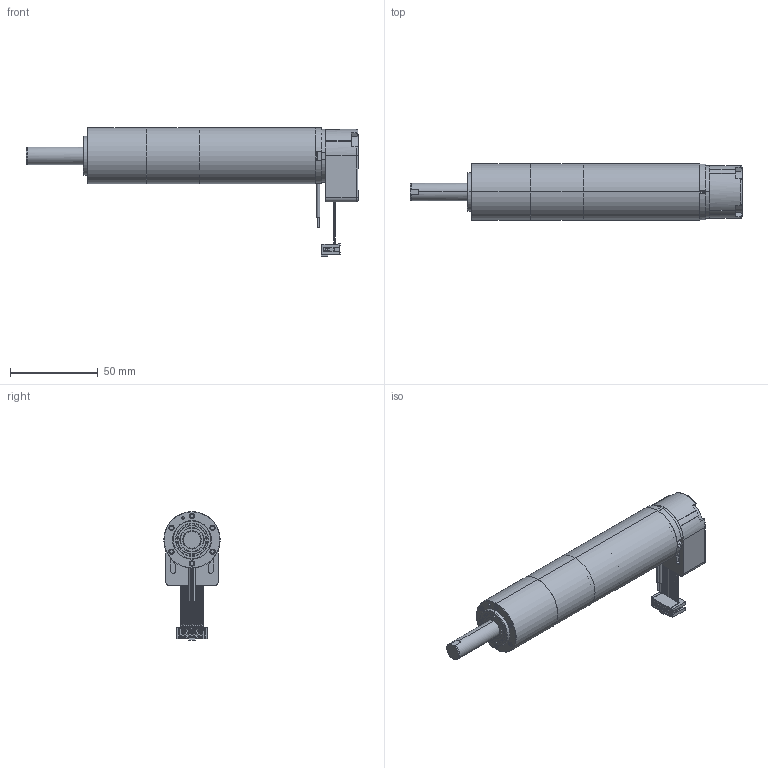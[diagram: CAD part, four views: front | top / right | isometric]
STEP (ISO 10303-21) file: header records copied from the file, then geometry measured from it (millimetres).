
FILE_DESCRIPTION(('STEP AP214'),'1');
FILE_NAME('cctmp_5A1BE943-3BDB-484A-BC69-945EBA8498D8_2022_3_16_7_35_46_684..stp','2022-03-16T06:35:48',('maxon motor ag'),('CADClick - www.CADClick.com'),'Spatial InterOp 3D',' ','unknown authorization');
FILE_SCHEMA(('AUTOMOTIVE_DESIGN'));
Length unit declared in the file: millimetre
Products named in the file (11): 0
Assembly tree (10 placements, depth 2):
  (unnamed)
    0
    0
    0
    0
    0
    0
    0
    0
    0
    0
Bounding box: 188.9 x 32 x 73.2 mm (x, y, z)
Volume: 70362.9 mm3; surface area: 43505.5 mm2
Topology: 15 solids, 15 shells, 1611 faces, 4406 edges, 2828 vertices
Faces by surface type: plane 1155, cylinder 225, cone 204, torus 27
Entity records: 64075 total; most frequent: CARTESIAN_POINT 9066, ORIENTED_EDGE 8808, DIRECTION 8383, EDGE_CURVE 4404, LINE 3633, VECTOR 3633, VERTEX_POINT 2828, AXIS2_PLACEMENT_3D 2375
